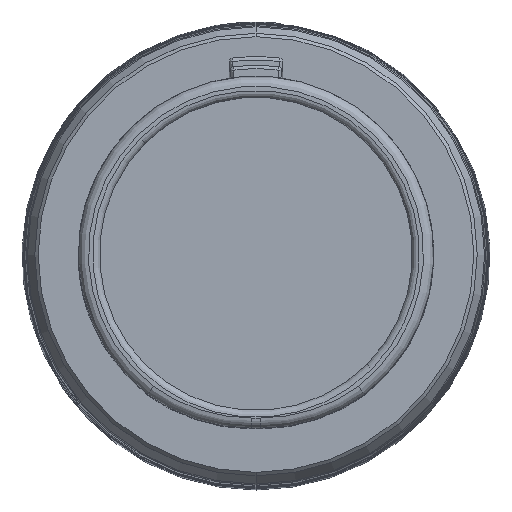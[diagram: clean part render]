
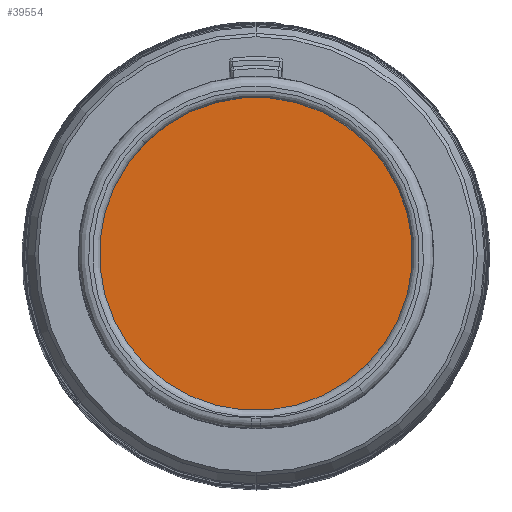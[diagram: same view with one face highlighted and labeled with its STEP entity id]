
A CAD part, top view. The second image highlights one B-rep face of the part: STEP entity #39554.
In plain terms, the highlighted planar face has unit normal (0, 0, 1).
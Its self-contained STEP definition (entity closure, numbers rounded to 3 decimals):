
#14038=CARTESIAN_POINT('',(0.,0.,47.55));
#14039=DIRECTION('',(0.,0.,1.));
#14040=DIRECTION('',(0.707,-0.707,0.));
#14041=AXIS2_PLACEMENT_3D('',#14038,#14039,#14040);
#14056=CARTESIAN_POINT('',(0.,0.,47.55));
#14057=DIRECTION('',(0.,0.,1.));
#14058=DIRECTION('',(-0.707,0.707,0.));
#14059=AXIS2_PLACEMENT_3D('',#14056,#14057,#14058);
#18808=CARTESIAN_POINT('',(-6.505,6.505,47.55));
#18809=CARTESIAN_POINT('',(6.505,-6.505,47.55));
#18810=VERTEX_POINT('',#18808);
#18811=VERTEX_POINT('',#18809);
#39544=CARTESIAN_POINT('',(0.,0.,47.55));
#39545=DIRECTION('',(0.,0.,-1.));
#39546=DIRECTION('',(0.,-1.,0.));
#39547=AXIS2_PLACEMENT_3D('',#39544,#39545,#39546);
#39548=PLANE('',#39547);
#39550=ORIENTED_EDGE('',*,*,#39549,.F.);
#39551=ORIENTED_EDGE('',*,*,#39534,.F.);
#39552=EDGE_LOOP('',(#39550,#39551));
#39553=FACE_OUTER_BOUND('',#39552,.F.);
#39554=ADVANCED_FACE('',(#39553),#39548,.F.);
#14042=CIRCLE('',#14041,9.2);
#14060=CIRCLE('',#14059,9.2);
#39534=EDGE_CURVE('',#18811,#18810,#14042,.T.);
#39549=EDGE_CURVE('',#18810,#18811,#14060,.T.);
